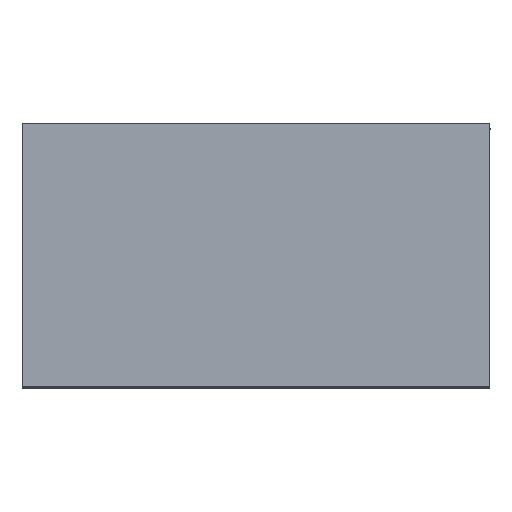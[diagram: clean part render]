
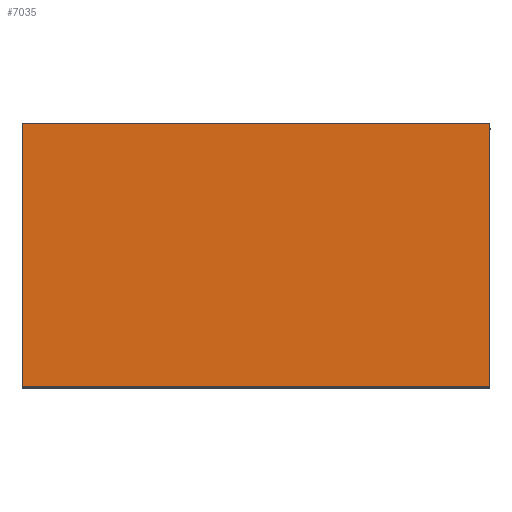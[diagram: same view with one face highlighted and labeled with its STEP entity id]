
A CAD part, top view. The second image highlights one B-rep face of the part: STEP entity #7035.
In plain terms, the highlighted planar face has unit normal (0, 0, 1).
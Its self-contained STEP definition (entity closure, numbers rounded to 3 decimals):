
#578 = EDGE_CURVE ( 'NONE', #1195, #2689, #5664, .T. ) ;
#820 = EDGE_CURVE ( 'NONE', #1195, #965, #6940, .T. ) ;
#848 = PLANE ( 'NONE',  #4384 ) ;
#965 = VERTEX_POINT ( 'NONE', #4434 ) ;
#1053 = FACE_OUTER_BOUND ( 'NONE', #6274, .T. ) ;
#1195 = VERTEX_POINT ( 'NONE', #7371 ) ;
#1441 = ORIENTED_EDGE ( 'NONE', *, *, #820, .F. ) ;
#1475 = ORIENTED_EDGE ( 'NONE', *, *, #5698, .F. ) ;
#1572 = CARTESIAN_POINT ( 'NONE',  ( 0.4, 0.225, 0.8 ) ) ;
#1881 = CARTESIAN_POINT ( 'NONE',  ( -0.4, 0.225, 0.8 ) ) ;
#1914 = VECTOR ( 'NONE', #7160, 1000. ) ;
#2286 = VECTOR ( 'NONE', #3712, 1000. ) ;
#2689 = VERTEX_POINT ( 'NONE', #1881 ) ;
#2787 = DIRECTION ( 'NONE',  ( -1., 0., 0. ) ) ;
#3101 = DIRECTION ( 'NONE',  ( 0., -1., 0. ) ) ;
#3244 = LINE ( 'NONE', #3748, #1914 ) ;
#3712 = DIRECTION ( 'NONE',  ( -1., 0., 0. ) ) ;
#3720 = ORIENTED_EDGE ( 'NONE', *, *, #6629, .T. ) ;
#3748 = CARTESIAN_POINT ( 'NONE',  ( -0.4, 0.225, 0.8 ) ) ;
#4002 = LINE ( 'NONE', #5365, #2286 ) ;
#4256 = ORIENTED_EDGE ( 'NONE', *, *, #578, .T. ) ;
#4384 = AXIS2_PLACEMENT_3D ( 'NONE', #4906, #4588, #4422 ) ;
#4422 = DIRECTION ( 'NONE',  ( -1., 0., 0. ) ) ;
#4434 = CARTESIAN_POINT ( 'NONE',  ( 0.4, -0.225, 0.8 ) ) ;
#4588 = DIRECTION ( 'NONE',  ( 0., 0., -1. ) ) ;
#4906 = CARTESIAN_POINT ( 'NONE',  ( 0.4, 0.225, 0.8 ) ) ;
#5365 = CARTESIAN_POINT ( 'NONE',  ( 0.4, -0.225, 0.8 ) ) ;
#5592 = VECTOR ( 'NONE', #3101, 1000. ) ;
#5664 = LINE ( 'NONE', #1572, #7206 ) ;
#5698 = EDGE_CURVE ( 'NONE', #965, #7143, #4002, .T. ) ;
#6274 = EDGE_LOOP ( 'NONE', ( #3720, #1475, #1441, #4256 ) ) ;
#6461 = CARTESIAN_POINT ( 'NONE',  ( -0.4, -0.225, 0.8 ) ) ;
#6629 = EDGE_CURVE ( 'NONE', #2689, #7143, #3244, .T. ) ;
#6940 = LINE ( 'NONE', #7114, #5592 ) ;
#7035 = ADVANCED_FACE ( 'NONE', ( #1053 ), #848, .F. ) ;
#7114 = CARTESIAN_POINT ( 'NONE',  ( 0.4, 0.225, 0.8 ) ) ;
#7143 = VERTEX_POINT ( 'NONE', #6461 ) ;
#7160 = DIRECTION ( 'NONE',  ( 0., -1., 0. ) ) ;
#7206 = VECTOR ( 'NONE', #2787, 1000. ) ;
#7371 = CARTESIAN_POINT ( 'NONE',  ( 0.4, 0.225, 0.8 ) ) ;
